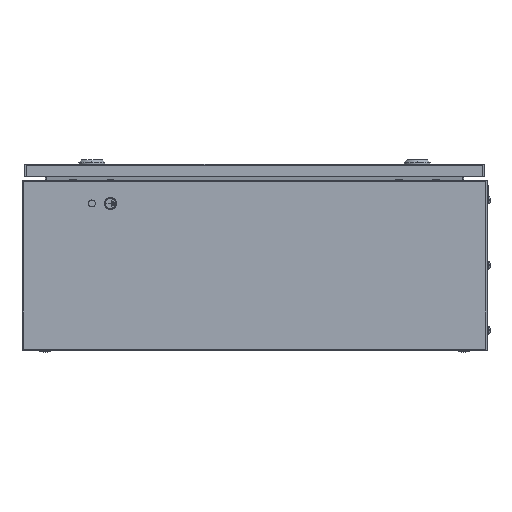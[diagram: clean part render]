
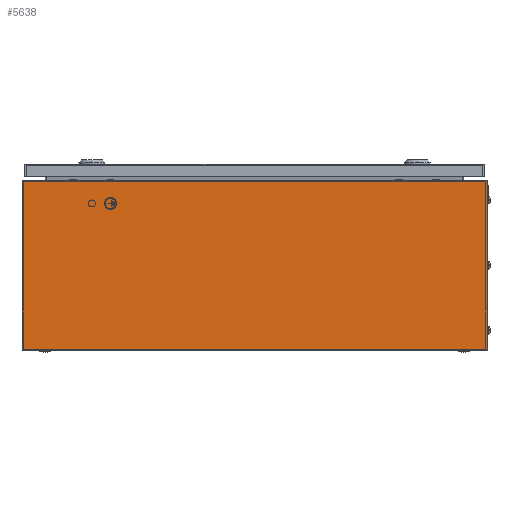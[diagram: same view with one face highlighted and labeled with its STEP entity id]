
A CAD part, left-side view. The second image highlights one B-rep face of the part: STEP entity #5638.
In plain terms, the highlighted planar face has unit normal (-1, 0, 0).
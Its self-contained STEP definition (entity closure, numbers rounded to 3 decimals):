
#770 = LINE ( 'NONE', #23434, #1627 ) ;
#1491 = AXIS2_PLACEMENT_3D ( 'NONE', #26679, #15497, #49692 ) ;
#1627 = VECTOR ( 'NONE', #35345, 1000. ) ;
#5638 = ADVANCED_FACE ( 'NONE', ( #66002 ), #37824, .F. ) ;
#8053 = EDGE_LOOP ( 'NONE', ( #53341, #36943, #56831, #45903 ) ) ;
#9707 = DIRECTION ( 'NONE',  ( 0., -1., 0. ) ) ;
#14934 = CARTESIAN_POINT ( 'NONE',  ( 0., 0., 183. ) ) ;
#15302 = LINE ( 'NONE', #14934, #46805 ) ;
#15497 = DIRECTION ( 'NONE',  ( 1., 0., 0. ) ) ;
#21272 = LINE ( 'NONE', #32463, #60898 ) ;
#22009 = DIRECTION ( 'NONE',  ( 0., 0., -1. ) ) ;
#22739 = EDGE_CURVE ( 'NONE', #49750, #67832, #21272, .T. ) ;
#23434 = CARTESIAN_POINT ( 'NONE',  ( 0., 500., 183. ) ) ;
#24047 = CARTESIAN_POINT ( 'NONE',  ( 0., 500., 183. ) ) ;
#24987 = VERTEX_POINT ( 'NONE', #28054 ) ;
#26679 = CARTESIAN_POINT ( 'NONE',  ( 0., 0., 183. ) ) ;
#28054 = CARTESIAN_POINT ( 'NONE',  ( 0., 500., 0. ) ) ;
#28268 = EDGE_CURVE ( 'NONE', #52131, #24987, #770, .T. ) ;
#29458 = CARTESIAN_POINT ( 'NONE',  ( 0., 0., 0. ) ) ;
#32463 = CARTESIAN_POINT ( 'NONE',  ( 0., 0., 183. ) ) ;
#35345 = DIRECTION ( 'NONE',  ( 0., 0., -1. ) ) ;
#36943 = ORIENTED_EDGE ( 'NONE', *, *, #22739, .F. ) ;
#37824 = PLANE ( 'NONE',  #1491 ) ;
#45903 = ORIENTED_EDGE ( 'NONE', *, *, #28268, .T. ) ;
#46805 = VECTOR ( 'NONE', #9707, 1000. ) ;
#49692 = DIRECTION ( 'NONE',  ( 0., 0., -1. ) ) ;
#49750 = VERTEX_POINT ( 'NONE', #66290 ) ;
#51495 = LINE ( 'NONE', #56708, #57251 ) ;
#52131 = VERTEX_POINT ( 'NONE', #24047 ) ;
#53341 = ORIENTED_EDGE ( 'NONE', *, *, #66813, .T. ) ;
#56281 = EDGE_CURVE ( 'NONE', #52131, #49750, #15302, .T. ) ;
#56708 = CARTESIAN_POINT ( 'NONE',  ( 0., 0., 0. ) ) ;
#56831 = ORIENTED_EDGE ( 'NONE', *, *, #56281, .F. ) ;
#57073 = DIRECTION ( 'NONE',  ( 0., -1., 0. ) ) ;
#57251 = VECTOR ( 'NONE', #57073, 1000. ) ;
#60898 = VECTOR ( 'NONE', #22009, 1000. ) ;
#66002 = FACE_OUTER_BOUND ( 'NONE', #8053, .T. ) ;
#66290 = CARTESIAN_POINT ( 'NONE',  ( 0., 0., 183. ) ) ;
#66813 = EDGE_CURVE ( 'NONE', #24987, #67832, #51495, .T. ) ;
#67832 = VERTEX_POINT ( 'NONE', #29458 ) ;
